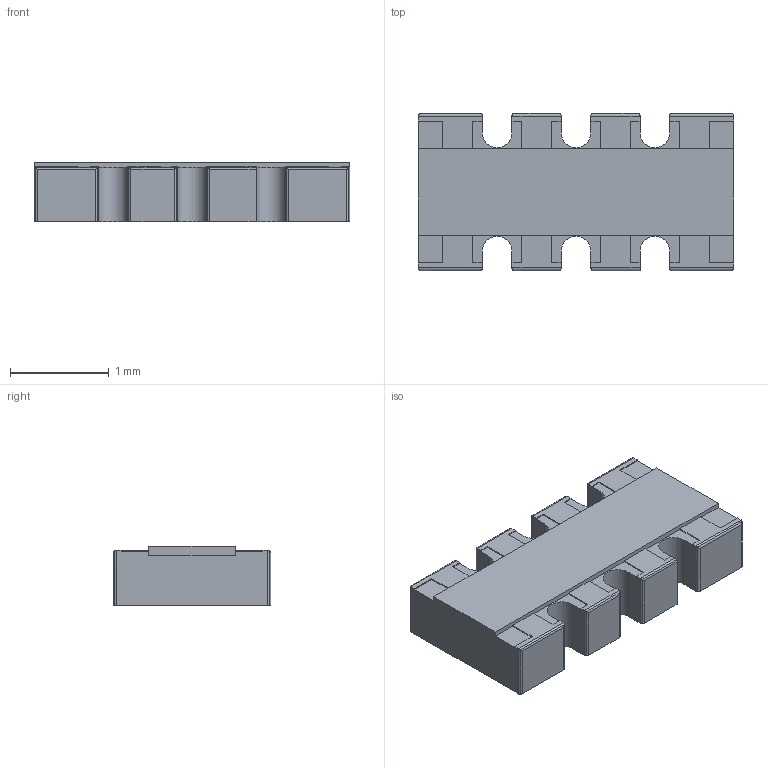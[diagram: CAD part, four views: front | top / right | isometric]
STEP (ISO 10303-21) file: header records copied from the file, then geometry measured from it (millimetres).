
FILE_DESCRIPTION(('HOOPS Exchange Step'),'2;1');
FILE_NAME('temp_export','2023-01-09T12:58:50+08:00',('30abd'),('Shapr3D Limited'),'HOOPS Exchange 2022.0','Shapr3D','Authorized');
FILE_SCHEMA( ('AUTOMOTIVE_DESIGN { 1 0 10303 214 1 1 1 1 }') );
Length unit declared in the file: millimetre
Products named in the file (2): temp_import.stp; root
Assembly tree (1 placements, depth 2):
  root
    temp_import.stp
Bounding box: 3.2 x 1.6 x 0.6 mm (x, y, z)
Volume: 2.7 mm3; surface area: 22.8 mm2
Topology: 2 solids, 2 shells, 136 faces, 398 edges, 266 vertices
Faces by surface type: plane 84, cylinder 52
Entity records: 4589 total; most frequent: CARTESIAN_POINT 802, ORIENTED_EDGE 796, DIRECTION 748, EDGE_CURVE 398, VECTOR 324, LINE 324, VERTEX_POINT 266, AXIS2_PLACEMENT_3D 212
